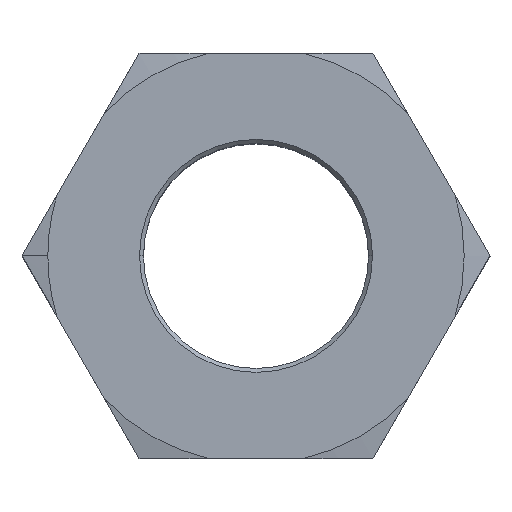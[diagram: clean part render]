
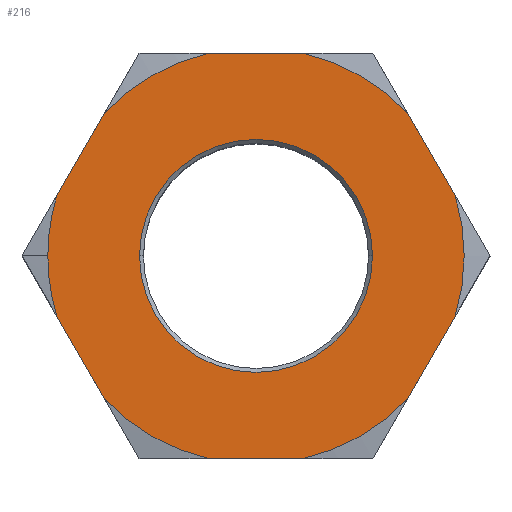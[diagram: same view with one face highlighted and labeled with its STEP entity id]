
A CAD part, top view. The second image highlights one B-rep face of the part: STEP entity #216.
In plain terms, the highlighted planar face has unit normal (0, 0, 1).
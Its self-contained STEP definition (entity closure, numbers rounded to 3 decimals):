
#3 = EDGE_CURVE ( 'NONE', #14, #8, #155, .T. ) ;
#8 = VERTEX_POINT ( 'NONE', #325 ) ;
#14 = VERTEX_POINT ( 'NONE', #309 ) ;
#38 = VERTEX_POINT ( 'NONE', #440 ) ;
#105 = VERTEX_POINT ( 'NONE', #562 ) ;
#108 = EDGE_CURVE ( 'NONE', #105, #38, #621, .T. ) ;
#151 = DIRECTION ( 'NONE',  ( 1., 0., 0. ) ) ;
#152 = DIRECTION ( 'NONE',  ( 0., 0., 1. ) ) ;
#153 = CARTESIAN_POINT ( 'NONE',  ( 0., 0., 12.25 ) ) ;
#154 = AXIS2_PLACEMENT_3D ( 'NONE', #153, #152, #151 ) ;
#155 = CIRCLE ( 'NONE', #154, 8.622 ) ;
#216 = ADVANCED_FACE ( 'NONE', ( #813, #812 ), #811, .F. ) ;
#217 = EDGE_LOOP ( 'NONE', ( #397, #340, #248, #250, #251, #343, #345, #349, #351, #403, #406, #233, #236 ) ) ;
#233 = ORIENTED_EDGE ( 'NONE', *, *, #234, .T. ) ;
#234 = EDGE_CURVE ( 'NONE', #408, #235, #850, .T. ) ;
#235 = VERTEX_POINT ( 'NONE', #846 ) ;
#236 = ORIENTED_EDGE ( 'NONE', *, *, #237, .T. ) ;
#237 = EDGE_CURVE ( 'NONE', #235, #399, #845, .T. ) ;
#238 = EDGE_LOOP ( 'NONE', ( #239, #241 ) ) ;
#239 = ORIENTED_EDGE ( 'NONE', *, *, #240, .F. ) ;
#240 = EDGE_CURVE ( 'NONE', #8, #14, #841, .T. ) ;
#241 = ORIENTED_EDGE ( 'NONE', *, *, #3, .F. ) ;
#248 = ORIENTED_EDGE ( 'NONE', *, *, #249, .T. ) ;
#249 = EDGE_CURVE ( 'NONE', #342, #105, #761, .T. ) ;
#250 = ORIENTED_EDGE ( 'NONE', *, *, #108, .T. ) ;
#251 = ORIENTED_EDGE ( 'NONE', *, *, #252, .T. ) ;
#252 = EDGE_CURVE ( 'NONE', #38, #253, #762, .T. ) ;
#253 = VERTEX_POINT ( 'NONE', #660 ) ;
#254 = VERTEX_POINT ( 'NONE', #659 ) ;
#309 = CARTESIAN_POINT ( 'NONE',  ( -8.622, 0., 12.25 ) ) ;
#325 = CARTESIAN_POINT ( 'NONE',  ( 8.622, 0., 12.25 ) ) ;
#340 = ORIENTED_EDGE ( 'NONE', *, *, #341, .T. ) ;
#341 = EDGE_CURVE ( 'NONE', #400, #342, #960, .T. ) ;
#342 = VERTEX_POINT ( 'NONE', #956 ) ;
#343 = ORIENTED_EDGE ( 'NONE', *, *, #344, .T. ) ;
#344 = EDGE_CURVE ( 'NONE', #253, #254, #974, .T. ) ;
#345 = ORIENTED_EDGE ( 'NONE', *, *, #346, .T. ) ;
#346 = EDGE_CURVE ( 'NONE', #254, #347, #1011, .T. ) ;
#347 = VERTEX_POINT ( 'NONE', #1007 ) ;
#348 = VERTEX_POINT ( 'NONE', #1006 ) ;
#349 = ORIENTED_EDGE ( 'NONE', *, *, #350, .T. ) ;
#350 = EDGE_CURVE ( 'NONE', #347, #348, #953, .T. ) ;
#351 = ORIENTED_EDGE ( 'NONE', *, *, #401, .T. ) ;
#397 = ORIENTED_EDGE ( 'NONE', *, *, #398, .T. ) ;
#398 = EDGE_CURVE ( 'NONE', #399, #400, #942, .T. ) ;
#399 = VERTEX_POINT ( 'NONE', #938 ) ;
#400 = VERTEX_POINT ( 'NONE', #937 ) ;
#401 = EDGE_CURVE ( 'NONE', #348, #402, #936, .T. ) ;
#402 = VERTEX_POINT ( 'NONE', #918 ) ;
#403 = ORIENTED_EDGE ( 'NONE', *, *, #404, .T. ) ;
#404 = EDGE_CURVE ( 'NONE', #402, #405, #916, .T. ) ;
#405 = VERTEX_POINT ( 'NONE', #917 ) ;
#406 = ORIENTED_EDGE ( 'NONE', *, *, #407, .T. ) ;
#407 = EDGE_CURVE ( 'NONE', #405, #408, #1005, .T. ) ;
#408 = VERTEX_POINT ( 'NONE', #1001 ) ;
#440 = CARTESIAN_POINT ( 'NONE',  ( -14.752, -4.449, 12.25 ) ) ;
#562 = CARTESIAN_POINT ( 'NONE',  ( -15.408, 0., 12.25 ) ) ;
#617 = DIRECTION ( 'NONE',  ( 1., 0., 0. ) ) ;
#618 = DIRECTION ( 'NONE',  ( 0., 0., 1. ) ) ;
#619 = CARTESIAN_POINT ( 'NONE',  ( 0., 0., 12.25 ) ) ;
#620 = AXIS2_PLACEMENT_3D ( 'NONE', #619, #618, #617 ) ;
#621 = CIRCLE ( 'NONE', #620, 15.408 ) ;
#659 = CARTESIAN_POINT ( 'NONE',  ( -3.523, -15., 12.25 ) ) ;
#660 = CARTESIAN_POINT ( 'NONE',  ( -11.229, -10.551, 12.25 ) ) ;
#661 = DIRECTION ( 'NONE',  ( 0.5, -0.866, 0. ) ) ;
#662 = VECTOR ( 'NONE', #661, 1000. ) ;
#663 = CARTESIAN_POINT ( 'NONE',  ( -17.321, 0., 12.25 ) ) ;
#664 = DIRECTION ( 'NONE',  ( 1., 0., 0. ) ) ;
#759 = DIRECTION ( 'NONE',  ( 0., 0., 1. ) ) ;
#760 = AXIS2_PLACEMENT_3D ( 'NONE', #767, #759, #664 ) ;
#761 = CIRCLE ( 'NONE', #760, 15.408 ) ;
#762 = LINE ( 'NONE', #663, #662 ) ;
#767 = CARTESIAN_POINT ( 'NONE',  ( 0., 0., 12.25 ) ) ;
#774 = DIRECTION ( 'NONE',  ( 1., 0., 0. ) ) ;
#775 = DIRECTION ( 'NONE',  ( 0., 0., 1. ) ) ;
#776 = CARTESIAN_POINT ( 'NONE',  ( 0., 0., 12.25 ) ) ;
#777 = AXIS2_PLACEMENT_3D ( 'NONE', #776, #775, #774 ) ;
#806 = DIRECTION ( 'NONE',  ( -1., 0., 0. ) ) ;
#807 = DIRECTION ( 'NONE',  ( 0., 0., -1. ) ) ;
#808 = AXIS2_PLACEMENT_3D ( 'NONE', #810, #807, #806 ) ;
#810 = CARTESIAN_POINT ( 'NONE',  ( 0., 17.321, 12.25 ) ) ;
#811 = PLANE ( 'NONE',  #808 ) ;
#812 = FACE_BOUND ( 'NONE', #238, .T. ) ;
#813 = FACE_OUTER_BOUND ( 'NONE', #217, .T. ) ;
#841 = CIRCLE ( 'NONE', #777, 8.622 ) ;
#842 = DIRECTION ( 'NONE',  ( -1., 0., 0. ) ) ;
#843 = VECTOR ( 'NONE', #842, 1000. ) ;
#844 = CARTESIAN_POINT ( 'NONE',  ( 8.66, 15., 12.25 ) ) ;
#845 = LINE ( 'NONE', #844, #843 ) ;
#846 = CARTESIAN_POINT ( 'NONE',  ( 3.523, 15., 12.25 ) ) ;
#847 = DIRECTION ( 'NONE',  ( 1., 0., 0. ) ) ;
#848 = DIRECTION ( 'NONE',  ( 0., 0., 1. ) ) ;
#849 = AXIS2_PLACEMENT_3D ( 'NONE', #854, #848, #847 ) ;
#850 = CIRCLE ( 'NONE', #849, 15.408 ) ;
#854 = CARTESIAN_POINT ( 'NONE',  ( 0., 0., 12.25 ) ) ;
#912 = DIRECTION ( 'NONE',  ( 1., 0., 0. ) ) ;
#913 = DIRECTION ( 'NONE',  ( 0., 0., 1. ) ) ;
#914 = CARTESIAN_POINT ( 'NONE',  ( 0., 0., 12.25 ) ) ;
#915 = AXIS2_PLACEMENT_3D ( 'NONE', #914, #913, #912 ) ;
#916 = CIRCLE ( 'NONE', #915, 15.408 ) ;
#917 = CARTESIAN_POINT ( 'NONE',  ( 14.752, 4.449, 12.25 ) ) ;
#918 = CARTESIAN_POINT ( 'NONE',  ( 14.752, -4.449, 12.25 ) ) ;
#919 = DIRECTION ( 'NONE',  ( 0.5, 0.866, 0. ) ) ;
#920 = VECTOR ( 'NONE', #919, 1000. ) ;
#935 = CARTESIAN_POINT ( 'NONE',  ( 8.66, -15., 12.25 ) ) ;
#936 = LINE ( 'NONE', #935, #920 ) ;
#937 = CARTESIAN_POINT ( 'NONE',  ( -11.229, 10.551, 12.25 ) ) ;
#938 = CARTESIAN_POINT ( 'NONE',  ( -3.523, 15., 12.25 ) ) ;
#939 = DIRECTION ( 'NONE',  ( 1., 0., 0. ) ) ;
#940 = DIRECTION ( 'NONE',  ( 0., 0., 1. ) ) ;
#941 = AXIS2_PLACEMENT_3D ( 'NONE', #1015, #940, #939 ) ;
#942 = CIRCLE ( 'NONE', #941, 15.408 ) ;
#949 = DIRECTION ( 'NONE',  ( 1., 0., 0. ) ) ;
#950 = DIRECTION ( 'NONE',  ( 0., 0., 1. ) ) ;
#951 = CARTESIAN_POINT ( 'NONE',  ( 0., 0., 12.25 ) ) ;
#952 = AXIS2_PLACEMENT_3D ( 'NONE', #951, #950, #949 ) ;
#953 = CIRCLE ( 'NONE', #952, 15.408 ) ;
#956 = CARTESIAN_POINT ( 'NONE',  ( -14.752, 4.449, 12.25 ) ) ;
#957 = DIRECTION ( 'NONE',  ( -0.5, -0.866, 0. ) ) ;
#958 = VECTOR ( 'NONE', #957, 1000. ) ;
#959 = CARTESIAN_POINT ( 'NONE',  ( -8.66, 15., 12.25 ) ) ;
#960 = LINE ( 'NONE', #959, #958 ) ;
#970 = DIRECTION ( 'NONE',  ( 1., 0., 0. ) ) ;
#971 = DIRECTION ( 'NONE',  ( 0., 0., 1. ) ) ;
#972 = CARTESIAN_POINT ( 'NONE',  ( 0., 0., 12.25 ) ) ;
#973 = AXIS2_PLACEMENT_3D ( 'NONE', #972, #971, #970 ) ;
#974 = CIRCLE ( 'NONE', #973, 15.408 ) ;
#1001 = CARTESIAN_POINT ( 'NONE',  ( 11.229, 10.551, 12.25 ) ) ;
#1002 = DIRECTION ( 'NONE',  ( -0.5, 0.866, 0. ) ) ;
#1003 = VECTOR ( 'NONE', #1002, 1000. ) ;
#1004 = CARTESIAN_POINT ( 'NONE',  ( 17.321, 0., 12.25 ) ) ;
#1005 = LINE ( 'NONE', #1004, #1003 ) ;
#1006 = CARTESIAN_POINT ( 'NONE',  ( 11.229, -10.551, 12.25 ) ) ;
#1007 = CARTESIAN_POINT ( 'NONE',  ( 3.523, -15., 12.25 ) ) ;
#1008 = DIRECTION ( 'NONE',  ( 1., 0., 0. ) ) ;
#1009 = VECTOR ( 'NONE', #1008, 1000. ) ;
#1010 = CARTESIAN_POINT ( 'NONE',  ( -8.66, -15., 12.25 ) ) ;
#1011 = LINE ( 'NONE', #1010, #1009 ) ;
#1015 = CARTESIAN_POINT ( 'NONE',  ( 0., 0., 12.25 ) ) ;
